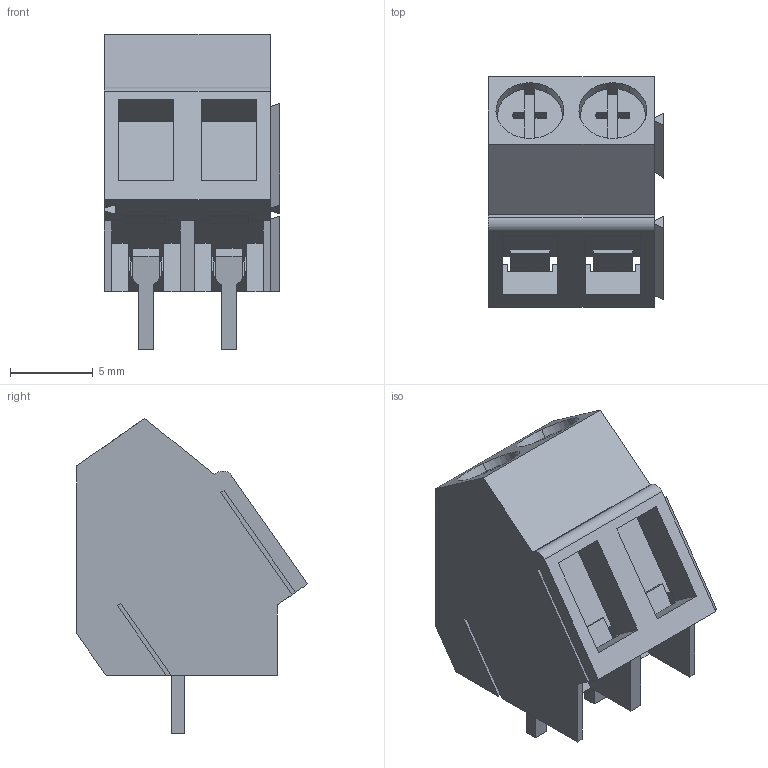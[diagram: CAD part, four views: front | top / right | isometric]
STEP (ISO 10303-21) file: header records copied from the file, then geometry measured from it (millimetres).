
FILE_DESCRIPTION(('CATIA V5 STEP Exchange','CAx-IF Rec.Pracs.--- Model Styling and Organization---1.2---2011-12-15'),'2;1');
FILE_NAME ('D1454796_0_1715350000_1715350000.stp','2018-03-31T06:51:33+00:00',('none'),('Weidmueller'),'CATIA Version 5-6 Release 2014','CATIA V5 STEP AP214','none');
FILE_SCHEMA(('AUTOMOTIVE_DESIGN { 1 0 10303 214 1 1 1 1 }'));
Length unit declared in the file: millimetre
Products named in the file (1): 1715350000
Bounding box: 10.55 x 13.9 x 19 mm (x, y, z)
Volume: 1156.2 mm3; surface area: 1539.2 mm2
Topology: 5 solids, 5 shells, 180 faces, 496 edges, 328 vertices
Faces by surface type: plane 167, cylinder 13
Entity records: 5564 total; most frequent: ORIENTED_EDGE 992, CARTESIAN_POINT 976, DIRECTION 776, EDGE_CURVE 496, VECTOR 462, LINE 462, VERTEX_POINT 328, EDGE_LOOP 186
